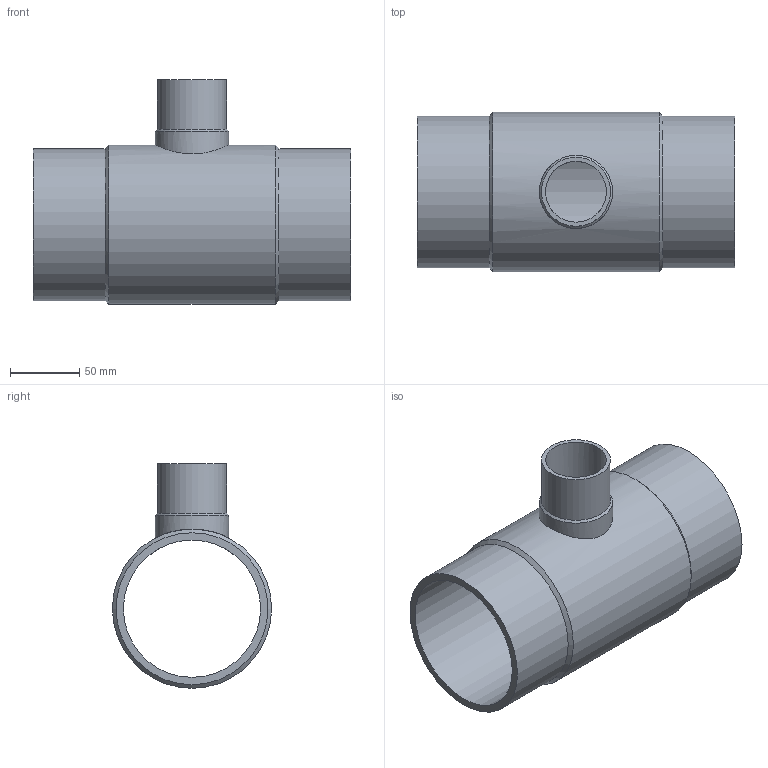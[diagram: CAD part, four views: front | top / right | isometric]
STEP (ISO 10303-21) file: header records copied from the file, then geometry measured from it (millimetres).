
FILE_DESCRIPTION(/* description */ ('STEP AP203'),/* implementation_level */ '2;1');
FILE_NAME(/* name */ '30065115021(architecture400)',/* time_stamp */ '2022-06-20T12:55:10+02:00',/* author */ ('License CC BY-ND 4.0'),/* organization */ ('CADENAS'),/* preprocessor_version */ 'ST-DEVELOPER v18.102',/* originating_system */ 'PARTsolutions',/* authorisation */ ' ');
FILE_SCHEMA (('CONFIG_CONTROL_DESIGN'));
Length unit declared in the file: millimetre
Products named in the file (1): 30065115021(architecture400)
Bounding box: 230 x 115.3 x 162.65 mm (x, y, z)
Volume: 529595.5 mm3; surface area: 170394.2 mm2
Topology: 1 solids, 1 shells, 13 faces, 27 edges, 16 vertices
Faces by surface type: cylinder 7, plane 3, cone 3
Full cylindrical faces by diameter (mm): 44 x1, 50 x1, 53 x1, 99.4 x1, 110 x2, 115.3 x1
Entity records: 398 total; most frequent: CARTESIAN_POINT 134, DIRECTION 52, ORIENTED_EDGE 28, EDGE_LOOP 28, FACE_BOUND 28, AXIS2_PLACEMENT_3D 26, EDGE_CURVE 14, VERTEX_POINT 14
